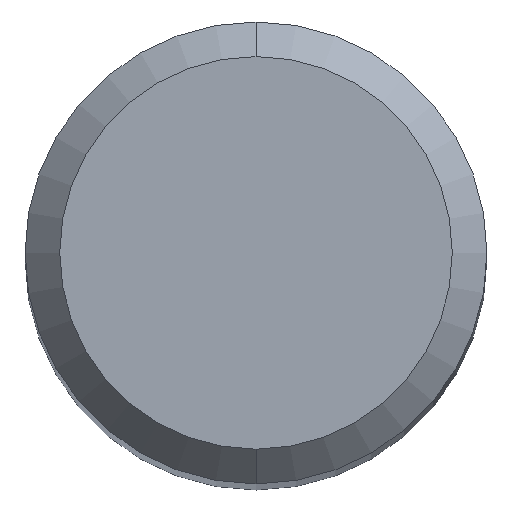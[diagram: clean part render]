
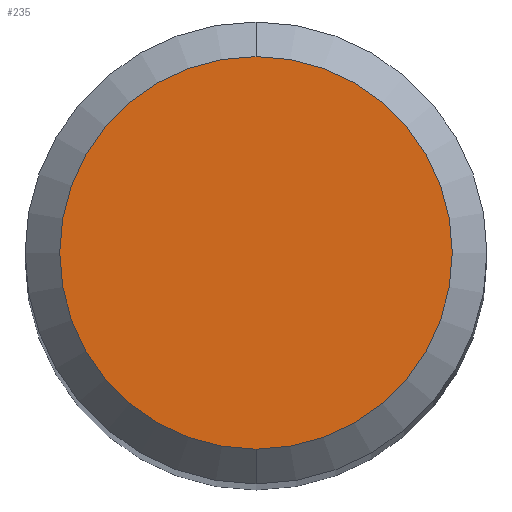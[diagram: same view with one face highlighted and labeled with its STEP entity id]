
A CAD part, top view. The second image highlights one B-rep face of the part: STEP entity #235.
In plain terms, the highlighted planar face has unit normal (0, 0, 1).
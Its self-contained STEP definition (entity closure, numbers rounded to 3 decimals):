
#199=EDGE_CURVE('',#239,#201,#494,.T.);
#201=VERTEX_POINT('',#496);
#211=EDGE_CURVE('',#201,#239,#506,.T.);
#235=ADVANCED_FACE('',(#534),#535,.T.);
#239=VERTEX_POINT('',#540);
#494=CIRCLE('',#814,1.7);
#496=CARTESIAN_POINT('',(0.0,1.7,0.0));
#506=CIRCLE('',#831,1.7);
#534=FACE_OUTER_BOUND('',#878,.T.);
#535=PLANE('',#879);
#540=CARTESIAN_POINT('',(0.,-1.7,0.0));
#814=AXIS2_PLACEMENT_3D('',#1422,#1423,#1424);
#831=AXIS2_PLACEMENT_3D('',#1432,#1433,#1434);
#878=EDGE_LOOP('',(#1482,#1483));
#879=AXIS2_PLACEMENT_3D('',#1484,#1485,#1486);
#1422=CARTESIAN_POINT('',(0.0,0.0,0.0));
#1423=DIRECTION('',(0.0,0.0,-1.0));
#1424=DIRECTION('',(0.0,1.0,0.0));
#1432=CARTESIAN_POINT('',(0.0,0.0,0.0));
#1433=DIRECTION('',(0.0,0.0,-1.0));
#1434=DIRECTION('',(0.0,1.0,0.0));
#1482=ORIENTED_EDGE('',*,*,#211,.F.);
#1483=ORIENTED_EDGE('',*,*,#199,.F.);
#1484=CARTESIAN_POINT('',(0.0,0.85,0.0));
#1485=DIRECTION('',(-0.0,0.0,1.0));
#1486=DIRECTION('',(0.0,-1.0,0.0));
